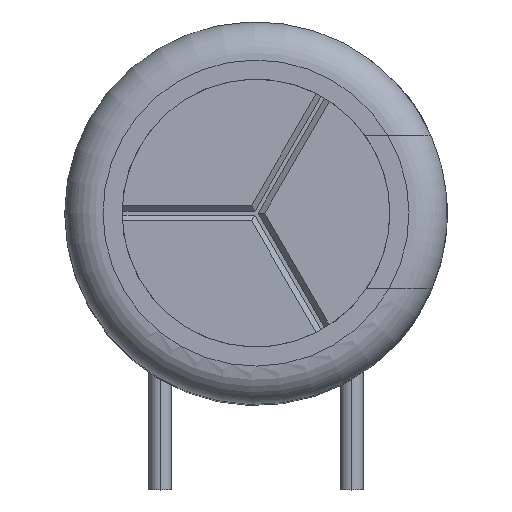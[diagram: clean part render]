
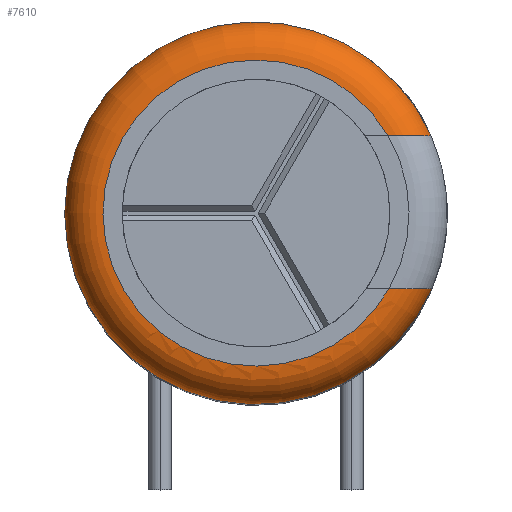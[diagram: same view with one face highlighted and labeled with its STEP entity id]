
A CAD part, top view. The second image highlights one B-rep face of the part: STEP entity #7610.
In plain terms, the highlighted toroidal (fillet/blend) face has major radius 4 mm and minor radius 1 mm.
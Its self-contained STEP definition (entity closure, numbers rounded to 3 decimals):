
#680 = CARTESIAN_POINT ( 'NONE',  ( 0., 0., 19. ) ) ;
#903 = AXIS2_PLACEMENT_3D ( 'NONE', #21791, #18155, #22213 ) ;
#908 = DIRECTION ( 'NONE',  ( 0., 0., 1. ) ) ;
#1059 = ORIENTED_EDGE ( 'NONE', *, *, #10852, .T. ) ;
#1366 = CARTESIAN_POINT ( 'NONE',  ( 4.417, 2.024, 19.531 ) ) ;
#1449 = CARTESIAN_POINT ( 'NONE',  ( 3.45, 2.024, 20. ) ) ;
#1454 = VERTEX_POINT ( 'NONE', #6010 ) ;
#1929 = VERTEX_POINT ( 'NONE', #12492 ) ;
#2664 = DIRECTION ( 'NONE',  ( 1., 0., 0. ) ) ;
#3949 = ORIENTED_EDGE ( 'NONE', *, *, #9493, .F. ) ;
#4459 = CARTESIAN_POINT ( 'NONE',  ( 0., 0., 19. ) ) ;
#4509 = FACE_OUTER_BOUND ( 'NONE', #4522, .T. ) ;
#4522 = EDGE_LOOP ( 'NONE', ( #13455, #1059, #14473, #17283, #3949 ) ) ;
#4624 = CARTESIAN_POINT ( 'NONE',  ( 4.572, 2.024, 19. ) ) ;
#4911 = CIRCLE ( 'NONE', #12533, 4. ) ;
#5128 = DIRECTION ( 'NONE',  ( 1., 0., 0. ) ) ;
#6010 = CARTESIAN_POINT ( 'NONE',  ( 4.593, -1.976, 19. ) ) ;
#6182 = CARTESIAN_POINT ( 'NONE',  ( 4.593, -1.976, 19. ) ) ;
#6525 = TOROIDAL_SURFACE ( 'NONE', #19748, 4., 1. ) ;
#6571 = DIRECTION ( 'NONE',  ( 1., 0., 0. ) ) ;
#7461 = VERTEX_POINT ( 'NONE', #17872 ) ;
#7610 = ADVANCED_FACE ( 'NONE', ( #4509 ), #6525, .T. ) ;
#8241 = CARTESIAN_POINT ( 'NONE',  ( 0., 0., 20. ) ) ;
#8878 = CARTESIAN_POINT ( 'NONE',  ( 4.115, 2.024, 19.821 ) ) ;
#9392 = EDGE_CURVE ( 'NONE', #15209, #20668, #16825, .T. ) ;
#9493 = EDGE_CURVE ( 'NONE', #1929, #20668, #23742, .T. ) ;
#9628 = CARTESIAN_POINT ( 'NONE',  ( 4.035, -1.976, 19.91 ) ) ;
#10274 = DIRECTION ( 'NONE',  ( 0., 0., 1. ) ) ;
#10557 = AXIS2_PLACEMENT_3D ( 'NONE', #4459, #11871, #2664 ) ;
#10852 = EDGE_CURVE ( 'NONE', #1454, #7461, #17389, .T. ) ;
#11721 = CARTESIAN_POINT ( 'NONE',  ( 4.561, -1.976, 19.277 ) ) ;
#11810 = CARTESIAN_POINT ( 'NONE',  ( 4.441, -1.976, 19.527 ) ) ;
#11871 = DIRECTION ( 'NONE',  ( 0., 0., -1. ) ) ;
#12492 = CARTESIAN_POINT ( 'NONE',  ( -5., 0., 19. ) ) ;
#12533 = AXIS2_PLACEMENT_3D ( 'NONE', #8241, #908, #6571 ) ;
#13455 = ORIENTED_EDGE ( 'NONE', *, *, #15093, .F. ) ;
#13828 = EDGE_CURVE ( 'NONE', #15209, #7461, #4911, .T. ) ;
#14473 = ORIENTED_EDGE ( 'NONE', *, *, #13828, .F. ) ;
#15093 = EDGE_CURVE ( 'NONE', #1454, #1929, #15260, .T. ) ;
#15137 = CARTESIAN_POINT ( 'NONE',  ( 4.572, 2.024, 19. ) ) ;
#15209 = VERTEX_POINT ( 'NONE', #15977 ) ;
#15260 = CIRCLE ( 'NONE', #10557, 5. ) ;
#15288 = CARTESIAN_POINT ( 'NONE',  ( 4.354, -1.976, 19.639 ) ) ;
#15977 = CARTESIAN_POINT ( 'NONE',  ( 3.45, 2.024, 20. ) ) ;
#16062 = CARTESIAN_POINT ( 'NONE',  ( 3.727, 2.024, 19.979 ) ) ;
#16142 = CARTESIAN_POINT ( 'NONE',  ( 3.991, 2.024, 19.889 ) ) ;
#16825 = B_SPLINE_CURVE_WITH_KNOTS ( 'NONE', 3,
 ( #1449, #19862, #16062, #16142, #8878, #22933, #1366, #23014, #19393, #4624 ),
 .UNSPECIFIED., .F., .F.,
 ( 4, 2, 2, 2, 4 ),
 ( 0.001, 0.001, 0.001, 0.002, 0.002 ),
 .UNSPECIFIED. ) ;
#17283 = ORIENTED_EDGE ( 'NONE', *, *, #9392, .T. ) ;
#17389 = B_SPLINE_CURVE_WITH_KNOTS ( 'NONE', 3,
 ( #6182, #21033, #11721, #11810, #15288, #9628, #19246, #18908 ),
 .UNSPECIFIED., .F., .F.,
 ( 4, 2, 2, 4 ),
 ( 0.005, 0.005, 0.005, 0.006 ),
 .UNSPECIFIED. ) ;
#17872 = CARTESIAN_POINT ( 'NONE',  ( 3.478, -1.976, 20. ) ) ;
#18155 = DIRECTION ( 'NONE',  ( 0., 0., -1. ) ) ;
#18908 = CARTESIAN_POINT ( 'NONE',  ( 3.478, -1.976, 20. ) ) ;
#19246 = CARTESIAN_POINT ( 'NONE',  ( 3.755, -1.976, 20. ) ) ;
#19393 = CARTESIAN_POINT ( 'NONE',  ( 4.572, 2.024, 19.14 ) ) ;
#19748 = AXIS2_PLACEMENT_3D ( 'NONE', #680, #10274, #5128 ) ;
#19862 = CARTESIAN_POINT ( 'NONE',  ( 3.59, 2.024, 20. ) ) ;
#20668 = VERTEX_POINT ( 'NONE', #15137 ) ;
#21033 = CARTESIAN_POINT ( 'NONE',  ( 4.593, -1.976, 19.138 ) ) ;
#21791 = CARTESIAN_POINT ( 'NONE',  ( 0., 0., 19. ) ) ;
#22213 = DIRECTION ( 'NONE',  ( 1., 0., 0. ) ) ;
#22933 = CARTESIAN_POINT ( 'NONE',  ( 4.328, 2.024, 19.642 ) ) ;
#23014 = CARTESIAN_POINT ( 'NONE',  ( 4.539, 2.024, 19.279 ) ) ;
#23742 = CIRCLE ( 'NONE', #903, 5. ) ;
